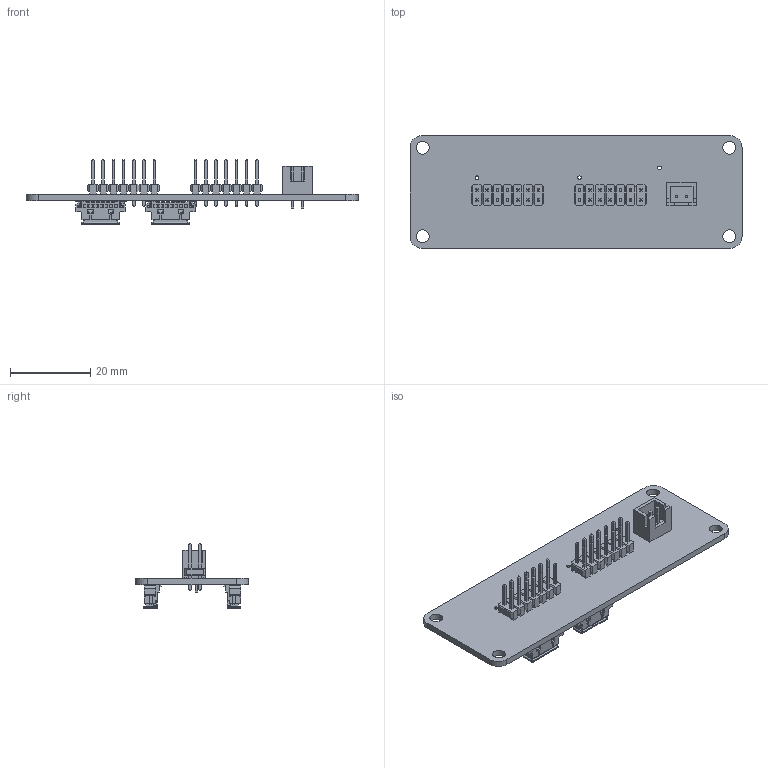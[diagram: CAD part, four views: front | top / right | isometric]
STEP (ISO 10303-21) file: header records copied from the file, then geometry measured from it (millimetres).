
FILE_DESCRIPTION(('Open CASCADE Model'),'2;1');
FILE_NAME('Open CASCADE Shape Model','2020-11-29T22:58:06',('Author'),( 'Open CASCADE'),'Open CASCADE STEP processor 6.8','Open CASCADE 6.8' ,'Unknown');
FILE_SCHEMA(('AUTOMOTIVE_DESIGN { 1 0 10303 214 1 1 1 1 }'));
Length unit declared in the file: millimetre
Products named in the file (20): PCB; Board1_IIP_Charge; Open CASCADE STEP translator 6.8 1.1.1; CN41_IIP_Charge; User_Library-molex_53398_white_(3); 510210500_5posHousingPicoblade; CN61_IIP_Charge; m20-9980745_asm; M20-998-MOULD; M20-998-PIN; CN31_IIP_Charge; B2B-XH-A; CN11_IIP_Charge; CN51_IIP_Charge; User_Library-molex_53398_white_(2); 510210400_4posHousingPicoblade; CN21_IIP_Charge; User_Library-molex_53398_white_(4); 510210600_6posHousingPicoblade; CN71_IIP_Charge
Assembly tree (35 placements, depth 4):
  PCB
    Board1_IIP_Charge
      Open CASCADE STEP translator 6.8 1.1.1
    CN41_IIP_Charge
      User_Library-molex_53398_white_(3)
      510210500_5posHousingPicoblade
    CN61_IIP_Charge
      m20-9980745_asm
        M20-998-MOULD
        M20-998-PIN  x14
    CN31_IIP_Charge
      B2B-XH-A
    CN11_IIP_Charge
      m20-9980745_asm
        M20-998-MOULD
        M20-998-PIN  x14
    CN51_IIP_Charge
      User_Library-molex_53398_white_(2)
      510210400_4posHousingPicoblade
    CN21_IIP_Charge
      User_Library-molex_53398_white_(4)
      510210600_6posHousingPicoblade
    CN71_IIP_Charge
      User_Library-molex_53398_white_(4)
      510210600_6posHousingPicoblade
Bounding box: 82.5 x 28 x 16.12 mm (x, y, z)
Volume: 4803.3 mm3; surface area: 8903.3 mm2
Topology: 48 solids, 48 shells, 3107 faces, 7953 edges, 5044 vertices
Faces by surface type: plane 2990, cylinder 109, sphere 8
Full cylindrical faces by diameter (mm): 0.9 x3, 1 x30, 3.2 x4
Entity records: 64300 total; most frequent: CARTESIAN_POINT 10410, ORIENTED_EDGE 10124, DIRECTION 9120, EDGE_CURVE 5062, LINE 4884, VECTOR 4884, VERTEX_POINT 3248, AXIS2_PLACEMENT_3D 2118
